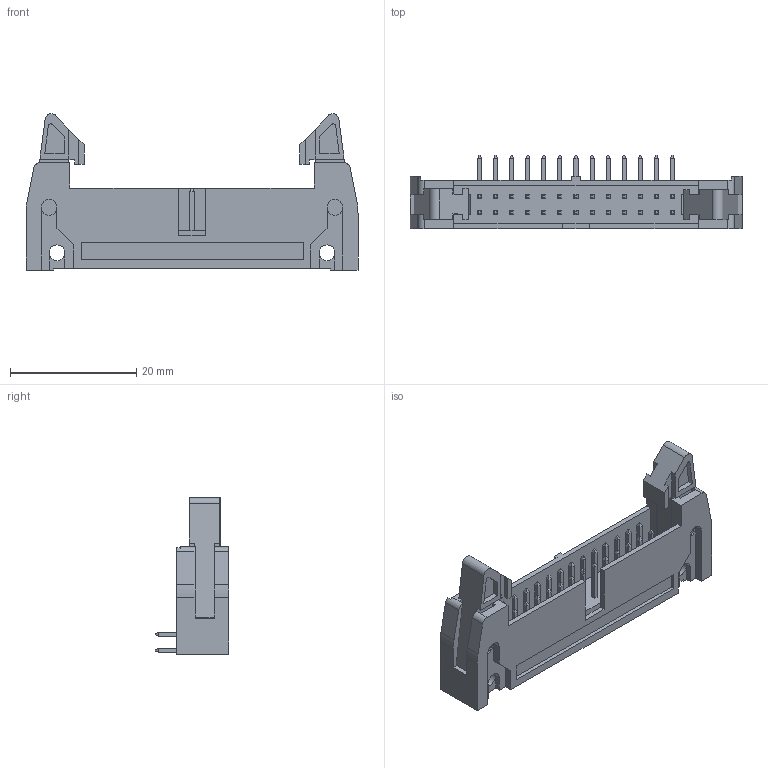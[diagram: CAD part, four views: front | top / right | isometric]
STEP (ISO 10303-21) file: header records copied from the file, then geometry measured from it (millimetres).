
FILE_DESCRIPTION( ( 'Unknown' ), '1' );
FILE_NAME( '61202622121.stp', 'Unknown', ( 'Unknown' ), ( 'Unknown' ), 'PSStep 15.0.49', 'Unknown', ' ' );
FILE_SCHEMA( ( 'AUTOMOTIVE_DESIGN { 1 0 10303 214 1 1 1 1 }' ) );
Length unit declared in the file: millimetre
Products named in the file (5): Assem1; 6120xx22021_LEVIER_COURT; 6120xx22121_PIN_COURTE; 6120xx22121_PIN_LONGUE; 26
Assembly tree (29 placements, depth 2):
  Assem1
    6120xx22021_LEVIER_COURT  x2
    6120xx22121_PIN_COURTE  x13
    6120xx22121_PIN_LONGUE  x13
    26
Bounding box: 52.52 x 11.7 x 24.75 mm (x, y, z)
Volume: 3614.9 mm3; surface area: 6445.5 mm2
Topology: 29 solids, 29 shells, 767 faces, 1975 edges, 1243 vertices
Faces by surface type: plane 709, cylinder 58
Full cylindrical faces by diameter (mm): 2.5 x16
Entity records: 13365 total; most frequent: CARTESIAN_POINT 1923, ORIENTED_EDGE 1902, DIRECTION 1699, EDGE_CURVE 951, LINE 883, VECTOR 883, VERTEX_POINT 632, AXIS2_PLACEMENT_3D 408
